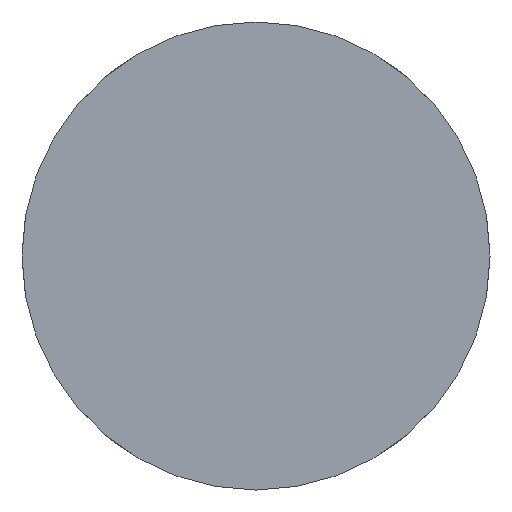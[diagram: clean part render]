
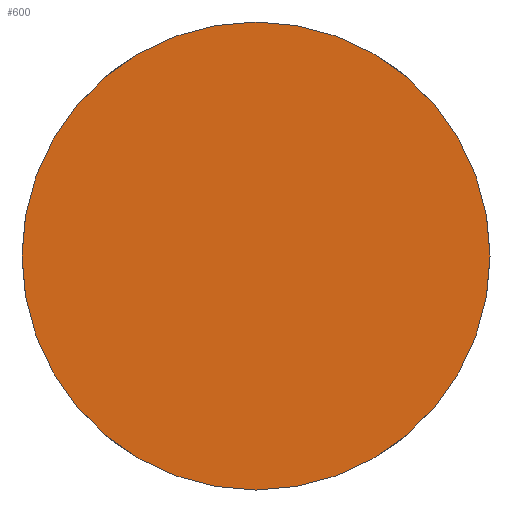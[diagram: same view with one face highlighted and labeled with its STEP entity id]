
A CAD part, left-side view. The second image highlights one B-rep face of the part: STEP entity #600.
In plain terms, the highlighted free-form (B-spline) face has degree [1, 1] with [2, 2] control points.
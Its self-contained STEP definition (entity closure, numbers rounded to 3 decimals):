
#8 = CARTESIAN_POINT ( 'NONE',  ( -35., 0., -15. ) ) ;
#9 = FACE_OUTER_BOUND ( 'NONE', #758, .T. ) ;
#11 = CARTESIAN_POINT ( 'NONE',  ( 0., 0., -15. ) ) ;
#19 = CARTESIAN_POINT ( 'NONE',  ( 35., 0., -15. ) ) ;
#33 = ORIENTED_EDGE ( 'NONE', *, *, #846, .T. ) ;
#49 = ORIENTED_EDGE ( 'NONE', *, *, #811, .T. ) ;
#58 = VERTEX_POINT ( 'NONE', #19 ) ;
#72 = CARTESIAN_POINT ( 'NONE',  ( 0., 0., -15. ) ) ;
#229 = CIRCLE ( 'NONE', #887, 35. ) ;
#285 = CARTESIAN_POINT ( 'NONE',  ( -35., -35.003, -15. ) ) ;
#292 = CARTESIAN_POINT ( 'NONE',  ( -35., 35.003, -15. ) ) ;
#295 = CIRCLE ( 'NONE', #362, 35. ) ;
#319 = VERTEX_POINT ( 'NONE', #8 ) ;
#339 = DIRECTION ( 'NONE',  ( 0., 0., -1. ) ) ;
#362 = AXIS2_PLACEMENT_3D ( 'NONE', #72, #339, #740 ) ;
#395 = DIRECTION ( 'NONE',  ( -1., 0., 0. ) ) ;
#409 = B_SPLINE_SURFACE_WITH_KNOTS ( 'NONE', 1, 1, ( 
 ( #526, #521 ),
 ( #285, #292 ) ),
 .UNSPECIFIED., .F., .F., .F.,
 ( 2, 2 ),
 ( 2, 2 ),
 ( -35., 35. ),
 ( -35.003, 35.003 ),
 .UNSPECIFIED. ) ;
#521 = CARTESIAN_POINT ( 'NONE',  ( 35., 35.003, -15. ) ) ;
#526 = CARTESIAN_POINT ( 'NONE',  ( 35., -35.003, -15. ) ) ;
#600 = ADVANCED_FACE ( 'NONE', ( #9 ), #409, .T. ) ;
#740 = DIRECTION ( 'NONE',  ( 1., 0., 0. ) ) ;
#758 = EDGE_LOOP ( 'NONE', ( #33, #49 ) ) ;
#806 = DIRECTION ( 'NONE',  ( 0., 0., -1. ) ) ;
#811 = EDGE_CURVE ( 'NONE', #319, #58, #229, .T. ) ;
#846 = EDGE_CURVE ( 'NONE', #58, #319, #295, .T. ) ;
#887 = AXIS2_PLACEMENT_3D ( 'NONE', #11, #806, #395 ) ;
